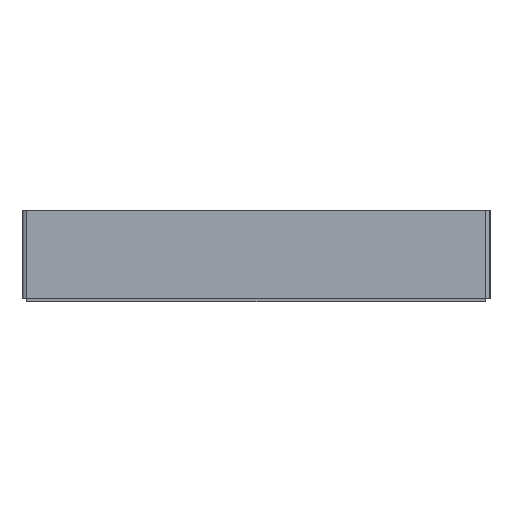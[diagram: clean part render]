
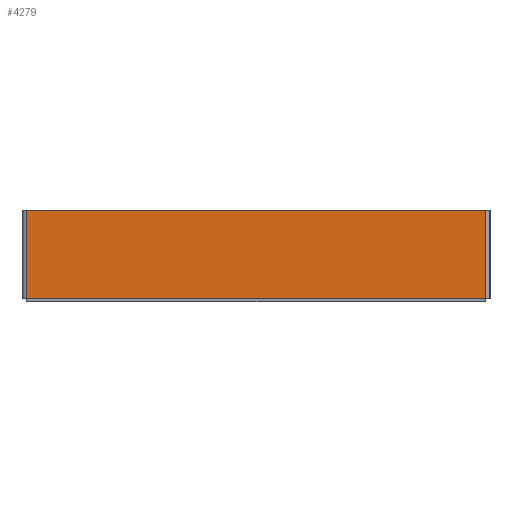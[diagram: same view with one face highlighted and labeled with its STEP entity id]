
A CAD part, left-side view. The second image highlights one B-rep face of the part: STEP entity #4279.
In plain terms, the highlighted planar face has unit normal (-1, 0, 0).
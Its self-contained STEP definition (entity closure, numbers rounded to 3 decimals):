
#522=ORIENTED_EDGE('',*,*,#1410,.F.);
#523=ORIENTED_EDGE('',*,*,#1733,.T.);
#524=ORIENTED_EDGE('',*,*,#1617,.F.);
#525=ORIENTED_EDGE('',*,*,#1734,.T.);
#1410=EDGE_CURVE('',#2030,#2031,#2451,.T.);
#1617=EDGE_CURVE('',#2235,#2236,#2638,.T.);
#1733=EDGE_CURVE('',#2030,#2236,#2741,.F.);
#1734=EDGE_CURVE('',#2235,#2031,#2742,.T.);
#2030=VERTEX_POINT('',#5780);
#2031=VERTEX_POINT('',#5782);
#2235=VERTEX_POINT('',#6467);
#2236=VERTEX_POINT('',#6468);
#2451=LINE('',#5781,#2964);
#2638=LINE('',#6466,#3151);
#2741=LINE('',#6721,#3254);
#2742=LINE('',#6722,#3255);
#2964=VECTOR('',#4767,1000.);
#3151=VECTOR('',#4976,1000.);
#3254=VECTOR('',#5131,1000.);
#3255=VECTOR('',#5132,1000.);
#3523=EDGE_LOOP('',(#522,#523,#524,#525));
#3815=FACE_BOUND('',#3523,.T.);
#4077=PLANE('',#4545);
#4279=ADVANCED_FACE('',(#3815),#4077,.F.);
#4545=AXIS2_PLACEMENT_3D('',#6720,#5129,#5130);
#4767=DIRECTION('',(0.,1.,0.));
#4976=DIRECTION('',(0.,-1.,0.));
#5129=DIRECTION('',(1.,0.,0.));
#5130=DIRECTION('',(0.,0.,-1.));
#5131=DIRECTION('',(0.,0.,-1.));
#5132=DIRECTION('',(0.,0.,-1.));
#5780=CARTESIAN_POINT('',(-93.,-52.,-18.));
#5781=CARTESIAN_POINT('',(-93.,-53.,-18.));
#5782=CARTESIAN_POINT('',(-93.,52.,-18.));
#6466=CARTESIAN_POINT('',(-93.,53.,2.));
#6467=CARTESIAN_POINT('',(-93.,52.,2.));
#6468=CARTESIAN_POINT('',(-93.,-52.,2.));
#6720=CARTESIAN_POINT('',(-93.,53.,2.));
#6721=CARTESIAN_POINT('',(-93.,-52.,2.));
#6722=CARTESIAN_POINT('',(-93.,52.,2.));
